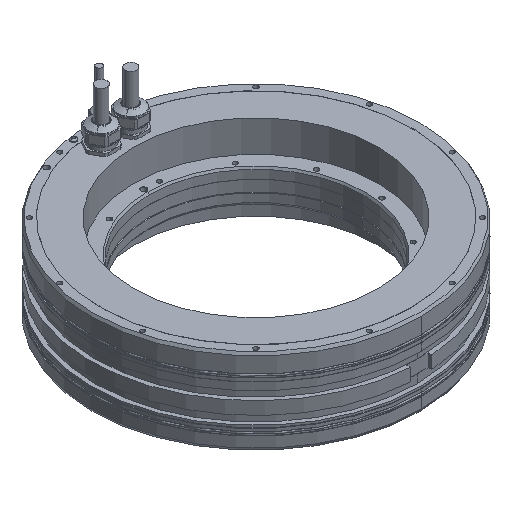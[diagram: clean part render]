
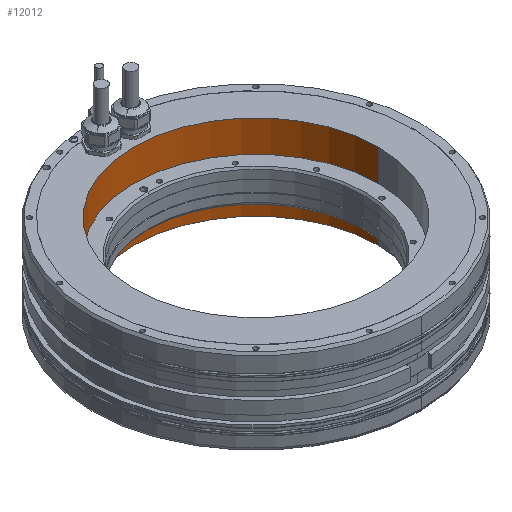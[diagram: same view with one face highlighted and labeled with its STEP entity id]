
A CAD part, isometric view. The second image highlights one B-rep face of the part: STEP entity #12012.
In plain terms, the highlighted cylindrical face has radius 114.58 mm (diameter 229.16 mm), a partial arc.
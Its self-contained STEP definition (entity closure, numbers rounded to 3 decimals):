
#626=DIRECTION('',(0.,0.,-1.));
#627=VECTOR('',#626,79.7);
#628=CARTESIAN_POINT('',(114.58,0.,-0.15));
#629=LINE('',#628,#627);
#3409=CARTESIAN_POINT('',(0.,0.,-79.85));
#3410=DIRECTION('',(0.,0.,1.));
#3411=DIRECTION('',(1.,0.,0.));
#3412=AXIS2_PLACEMENT_3D('',#3409,#3410,#3411);
#3414=DIRECTION('',(0.,0.,-1.));
#3415=VECTOR('',#3414,79.7);
#3416=CARTESIAN_POINT('',(-114.58,0.,-0.15));
#3417=LINE('',#3416,#3415);
#3418=CARTESIAN_POINT('',(0.,0.,-0.15));
#3419=DIRECTION('',(0.,0.,1.));
#3420=DIRECTION('',(1.,0.,0.));
#3421=AXIS2_PLACEMENT_3D('',#3418,#3419,#3420);
#4584=CARTESIAN_POINT('',(-114.58,0.,-0.15));
#4585=CARTESIAN_POINT('',(114.58,0.,-0.15));
#4586=VERTEX_POINT('',#4584);
#4587=VERTEX_POINT('',#4585);
#4596=CARTESIAN_POINT('',(-114.58,0.,-79.85));
#4597=CARTESIAN_POINT('',(114.58,0.,-79.85));
#4598=VERTEX_POINT('',#4596);
#4599=VERTEX_POINT('',#4597);
#12001=CARTESIAN_POINT('',(0.,0.,0.));
#12002=DIRECTION('',(0.,0.,1.));
#12003=DIRECTION('',(1.,0.,0.));
#12004=AXIS2_PLACEMENT_3D('',#12001,#12002,#12003);
#12005=CYLINDRICAL_SURFACE('',#12004,114.58);
#12006=ORIENTED_EDGE('',*,*,#6304,.T.);
#12007=ORIENTED_EDGE('',*,*,#6280,.F.);
#12008=ORIENTED_EDGE('',*,*,#6258,.F.);
#12009=ORIENTED_EDGE('',*,*,#6277,.T.);
#12010=EDGE_LOOP('',(#12006,#12007,#12008,#12009));
#12011=FACE_OUTER_BOUND('',#12010,.F.);
#12012=ADVANCED_FACE('',(#12011),#12005,.F.);
#3413=CIRCLE('',#3412,114.58);
#3422=CIRCLE('',#3421,114.58);
#6258=EDGE_CURVE('',#4587,#4586,#3422,.T.);
#6277=EDGE_CURVE('',#4587,#4599,#629,.T.);
#6280=EDGE_CURVE('',#4586,#4598,#3417,.T.);
#6304=EDGE_CURVE('',#4599,#4598,#3413,.T.);
